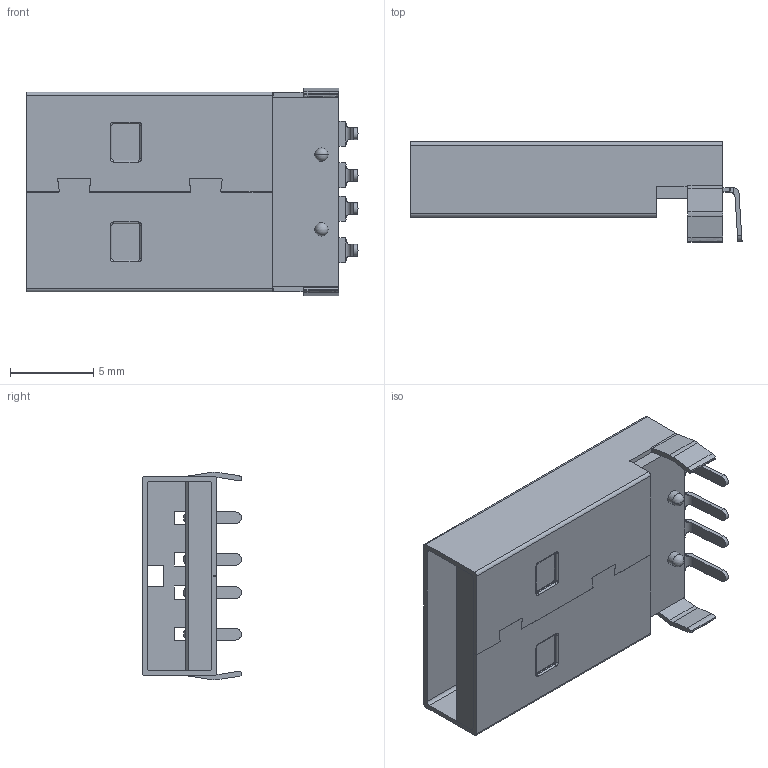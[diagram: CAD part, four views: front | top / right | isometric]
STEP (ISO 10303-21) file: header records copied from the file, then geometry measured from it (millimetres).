
FILE_DESCRIPTION(('STEP AP214'), '1');
FILE_NAME('栖闉罻', '2022-12-30T08:27:18', ('ava'), (''), 'ASCON STEP Converter 1.3', 'ASCON Math Kernel', '');
FILE_SCHEMA(('AUTOMOTIVE_DESIGN { 1 0 10303 214 3 1 1}'));
Length unit declared in the file: millimetre
Products named in the file (3): 1; 2; 3
Assembly tree (2 placements, depth 2):
  1
    2
    3
Bounding box: 19.95 x 6 x 12.47 mm (x, y, z)
Volume: 194.1 mm3; surface area: 2291.7 mm2
Topology: 9 solids, 10 shells, 381 faces, 998 edges, 635 vertices
Faces by surface type: plane 210, cylinder 132, torus 32, bspline 4, sphere 3
Full cylindrical faces by diameter (mm): 0.8 x2
Entity records: 15288 total; most frequent: CARTESIAN_POINT 2670, ORIENTED_EDGE 1976, DIRECTION 1957, EDGE_CURVE 990, LINE 675, VECTOR 675, AXIS2_PLACEMENT_3D 641, VERTEX_POINT 633
